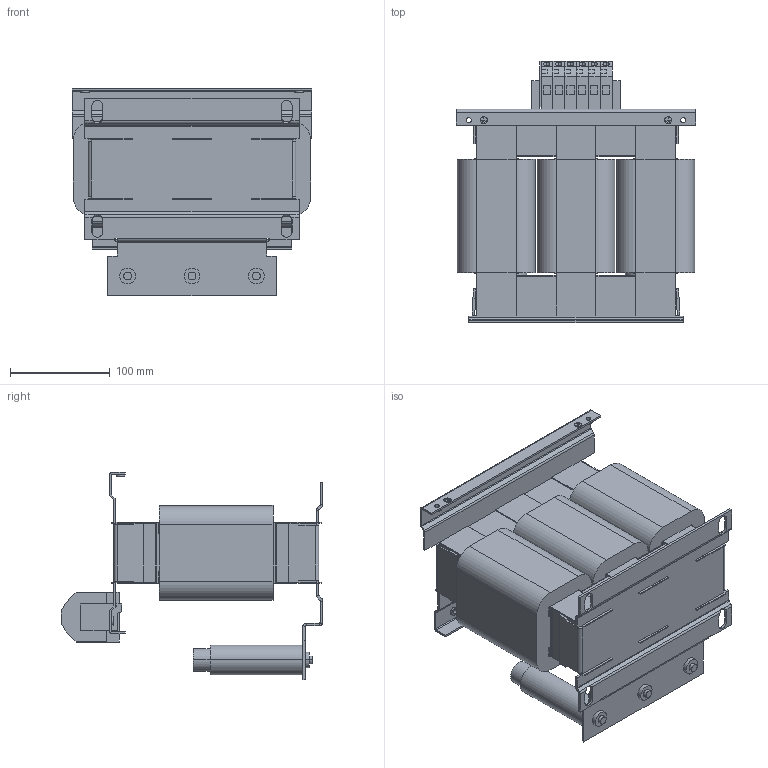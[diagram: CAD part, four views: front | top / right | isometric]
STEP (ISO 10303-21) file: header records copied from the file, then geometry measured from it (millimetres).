
FILE_DESCRIPTION (( 'STEP AP214' ), '1' );
FILE_NAME ('146994.STEP', '2024-05-22T06:34:37', ( '' ), ( '' ), 'SwSTEP 2.0', 'SolidWorks 2022', '' );
FILE_SCHEMA (( 'AUTOMOTIVE_DESIGN' ));
Length unit declared in the file: millimetre
Products named in the file (1): 146994
Bounding box: 240 x 262.5 x 208.5 mm (x, y, z)
Volume: 4071589.8 mm3; surface area: 401961 mm2
Topology: 1 solids, 1 shells, 948 faces, 2330 edges, 1438 vertices
Faces by surface type: plane 738, cylinder 202, bspline 8
Entity records: 27796 total; most frequent: CARTESIAN_POINT 5285, ORIENTED_EDGE 4660, DIRECTION 4556, EDGE_CURVE 2330, VECTOR 1918, LINE 1918, VERTEX_POINT 1438, AXIS2_PLACEMENT_3D 1319
